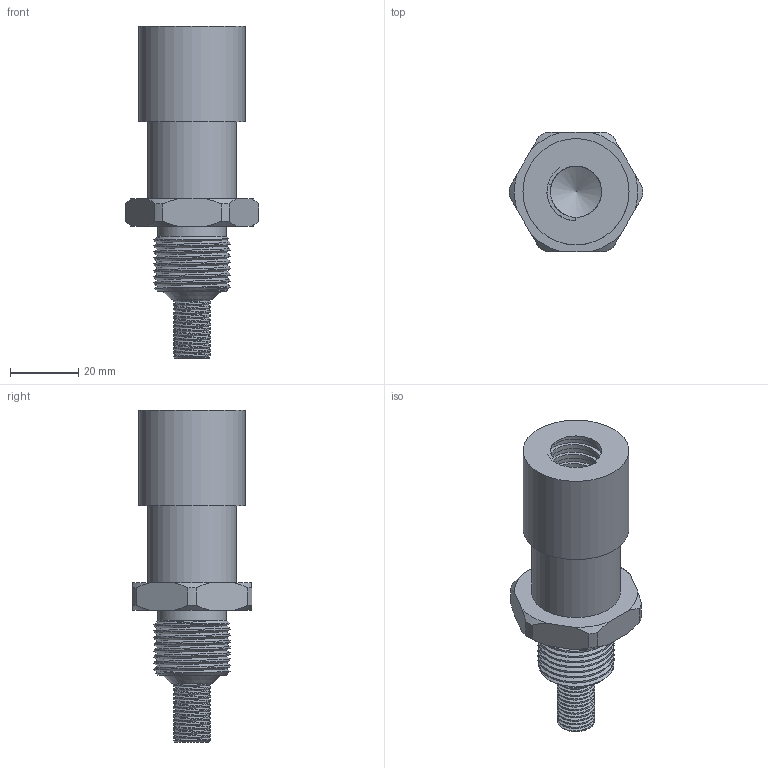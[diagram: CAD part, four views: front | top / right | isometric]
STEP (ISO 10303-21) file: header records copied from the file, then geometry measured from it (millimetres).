
FILE_DESCRIPTION(/* description */ (''),/* implementation_level */ '2;1');
FILE_NAME(/* name */ 'BH1F.stp',/* time_stamp */ '2014-11-28T13:44:28+01:00',/* author */ ('sh'),/* organization */ (''),/* preprocessor_version */ 'ST-DEVELOPER v15.2',/* originating_system */ 'Autodesk Inventor 2014',/* authorisation */ '');
FILE_SCHEMA (('AUTOMOTIVE_DESIGN { 1 0 10303 214 3 1 1 }'));
Length unit declared in the file: millimetre
Products named in the file (1): BH1F
Bounding box: 38.99 x 35 x 97 mm (x, y, z)
Volume: 45893.3 mm3; surface area: 12685.6 mm2
Topology: 1 solids, 1 shells, 58 faces, 144 edges, 94 vertices
Faces by surface type: plane 19, cone 17, cylinder 16, bspline 6
Full cylindrical faces by diameter (mm): 20 x1, 25.5 x1, 26 x1, 30 x1, 31 x1
Entity records: 6528 total; most frequent: CARTESIAN_POINT 5221, ORIENTED_EDGE 266, DIRECTION 235, EDGE_CURVE 133, AXIS2_PLACEMENT_3D 100, VERTEX_POINT 91, EDGE_LOOP 72, ADVANCED_FACE 58
